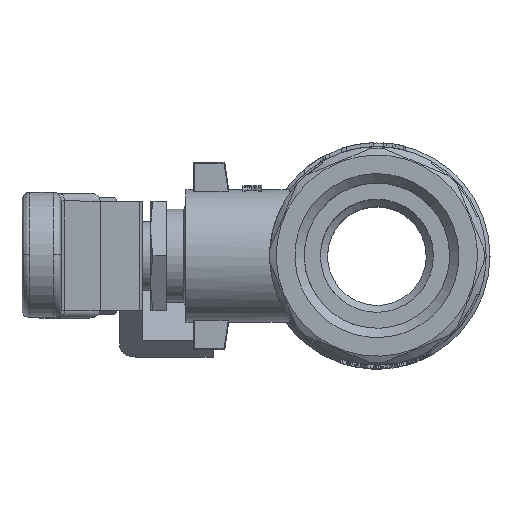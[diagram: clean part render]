
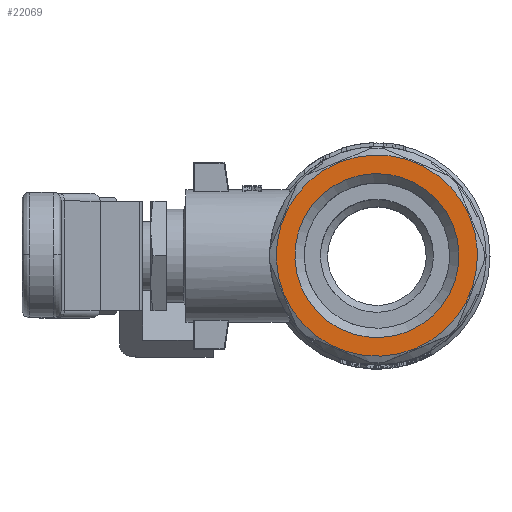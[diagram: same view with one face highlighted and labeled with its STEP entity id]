
A CAD part, top view. The second image highlights one B-rep face of the part: STEP entity #22069.
In plain terms, the highlighted planar face has unit normal (0, 0, 1).
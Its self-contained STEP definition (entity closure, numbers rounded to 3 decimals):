
#2117=CIRCLE('',#32384,12.9);
#2118=CIRCLE('',#32386,10.516);
#8198=ORIENTED_EDGE('',*,*,#11889,.T.);
#8199=ORIENTED_EDGE('',*,*,#11890,.F.);
#11889=EDGE_CURVE('',#14225,#14225,#2117,.T.);
#11890=EDGE_CURVE('',#14226,#14226,#2118,.T.);
#14225=VERTEX_POINT('',#48660);
#14226=VERTEX_POINT('',#48663);
#18433=EDGE_LOOP('',(#8198));
#18434=EDGE_LOOP('',(#8199));
#19778=FACE_BOUND('',#18433,.T.);
#19779=FACE_BOUND('',#18434,.T.);
#20893=PLANE('',#32385);
#22069=ADVANCED_FACE('',(#19778,#19779),#20893,.T.);
#32384=AXIS2_PLACEMENT_3D('',#48659,#39473,#39474);
#32385=AXIS2_PLACEMENT_3D('',#48661,#39475,#39476);
#32386=AXIS2_PLACEMENT_3D('',#48662,#39477,#39478);
#39473=DIRECTION('',(0.,0.,1.));
#39474=DIRECTION('',(0.924,0.383,0.));
#39475=DIRECTION('',(0.,0.,1.));
#39476=DIRECTION('',(1.,0.,0.));
#39477=DIRECTION('',(0.,0.,1.));
#39478=DIRECTION('',(0.924,0.383,0.));
#48659=CARTESIAN_POINT('',(-3.5,0.,11.));
#48660=CARTESIAN_POINT('',(8.418,4.937,11.));
#48661=CARTESIAN_POINT('',(-8.069,11.406,11.));
#48662=CARTESIAN_POINT('',(-3.5,0.,11.));
#48663=CARTESIAN_POINT('',(6.215,4.024,11.));
